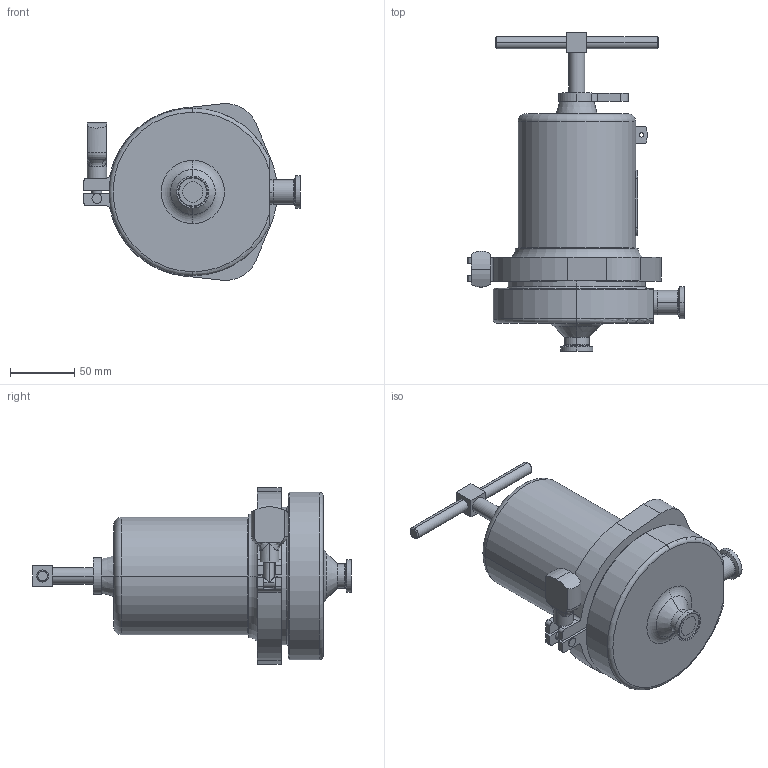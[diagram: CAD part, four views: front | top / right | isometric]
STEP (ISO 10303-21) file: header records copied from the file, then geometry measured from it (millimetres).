
FILE_DESCRIPTION (( 'STEP AP203' ), '1' );
FILE_NAME ('96C-075_.STEP', '2022-06-23T18:09:18', ( '' ), ( '' ), 'SwSTEP 2.0', 'SolidWorks 2018', '' );
FILE_SCHEMA (( 'CONFIG_CONTROL_DESIGN' ));
Length unit declared in the file: inch
Products named in the file (1): 96C-075_
Bounding box: 168.91 x 248.92 x 137.94 mm (x, y, z)
Volume: 1466989.2 mm3; surface area: 125399.6 mm2
Topology: 1 solids, 4 shells, 207 faces, 506 edges, 314 vertices
Faces by surface type: cylinder 88, plane 57, torus 35, cone 23, bspline 4
Entity records: 6801 total; most frequent: CARTESIAN_POINT 1768, DIRECTION 1112, ORIENTED_EDGE 1000, EDGE_CURVE 500, AXIS2_PLACEMENT_3D 454, VERTEX_POINT 314, CIRCLE 250, EDGE_LOOP 226
